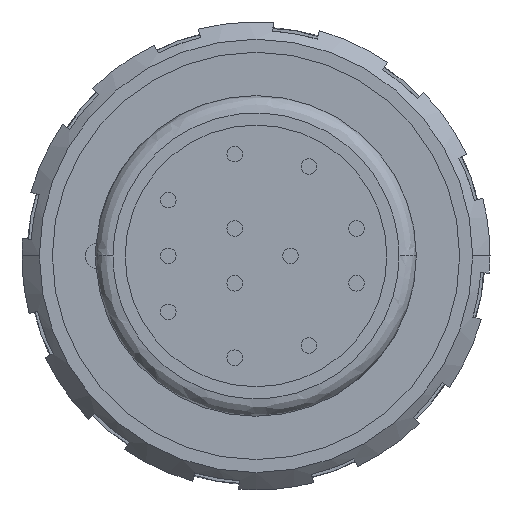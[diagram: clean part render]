
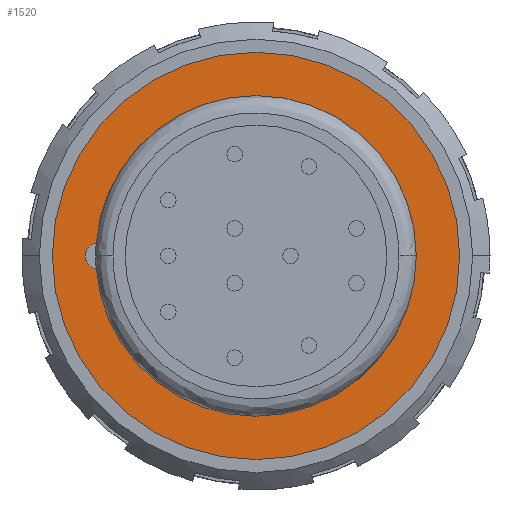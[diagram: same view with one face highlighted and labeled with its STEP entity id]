
A CAD part, left-side view. The second image highlights one B-rep face of the part: STEP entity #1520.
In plain terms, the highlighted planar face has unit normal (-1, 0, 0).
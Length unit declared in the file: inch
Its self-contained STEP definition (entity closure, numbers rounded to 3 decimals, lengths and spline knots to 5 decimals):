
#19 = EDGE_LOOP ( 'NONE', ( #431, #483, #720, #2215 ) ) ;
#252 = DIRECTION ( 'NONE',  ( 0., 0., -1. ) ) ;
#431 = ORIENTED_EDGE ( 'NONE', *, *, #4337, .F. ) ;
#483 = ORIENTED_EDGE ( 'NONE', *, *, #1605, .F. ) ;
#494 = EDGE_CURVE ( 'NONE', #4732, #3402, #4413, .T. ) ;
#720 = ORIENTED_EDGE ( 'NONE', *, *, #494, .F. ) ;
#811 = ORIENTED_EDGE ( 'NONE', *, *, #3320, .T. ) ;
#840 = DIRECTION ( 'NONE',  ( -1., 0., 0. ) ) ;
#880 = CIRCLE ( 'NONE', #3586, 0.02953 ) ;
#910 = CARTESIAN_POINT ( 'NONE',  ( -0.5874, 0., 0. ) ) ;
#933 = CARTESIAN_POINT ( 'NONE',  ( -0.5874, 0., 0. ) ) ;
#1069 = DIRECTION ( 'NONE',  ( 0., 0., 1. ) ) ;
#1075 = VERTEX_POINT ( 'NONE', #1943 ) ;
#1232 = AXIS2_PLACEMENT_3D ( 'NONE', #4262, #2405, #252 ) ;
#1318 = DIRECTION ( 'NONE',  ( 0., 0., -1. ) ) ;
#1476 = CARTESIAN_POINT ( 'NONE',  ( -0.5874, 0., -0.4626 ) ) ;
#1520 = ADVANCED_FACE ( 'NONE', ( #4234, #3870 ), #1708, .F. ) ;
#1552 = ORIENTED_EDGE ( 'NONE', *, *, #2047, .T. ) ;
#1597 = EDGE_LOOP ( 'NONE', ( #3687, #811, #1552 ) ) ;
#1605 = EDGE_CURVE ( 'NONE', #3402, #3240, #1848, .T. ) ;
#1676 = CIRCLE ( 'NONE', #4706, 0.4626 ) ;
#1708 = PLANE ( 'NONE',  #1232 ) ;
#1801 = CARTESIAN_POINT ( 'NONE',  ( -0.5874, 0., 0. ) ) ;
#1848 = CIRCLE ( 'NONE', #4177, 0.36417 ) ;
#1895 = CARTESIAN_POINT ( 'NONE',  ( -0.5874, 0., 0.36417 ) ) ;
#1943 = CARTESIAN_POINT ( 'NONE',  ( -0.5874, -0.4626, 0. ) ) ;
#1972 = CARTESIAN_POINT ( 'NONE',  ( -0.5874, 0.4626, 0. ) ) ;
#2047 = EDGE_CURVE ( 'NONE', #1075, #2584, #4311, .T. ) ;
#2203 = CARTESIAN_POINT ( 'NONE',  ( -0.5874, 0.36301, 0.02915 ) ) ;
#2215 = ORIENTED_EDGE ( 'NONE', *, *, #3593, .F. ) ;
#2277 = EDGE_CURVE ( 'NONE', #2584, #4345, #1676, .T. ) ;
#2405 = DIRECTION ( 'NONE',  ( 1., 0., 0. ) ) ;
#2584 = VERTEX_POINT ( 'NONE', #1972 ) ;
#2586 = CARTESIAN_POINT ( 'NONE',  ( -0.5874, 0., 0. ) ) ;
#2641 = CARTESIAN_POINT ( 'NONE',  ( -0.5874, 0., 0. ) ) ;
#2715 = DIRECTION ( 'NONE',  ( 0., 0., -1. ) ) ;
#2947 = DIRECTION ( 'NONE',  ( 0., 0., -1. ) ) ;
#2965 = CARTESIAN_POINT ( 'NONE',  ( -0.5874, 0.35827, 0. ) ) ;
#2987 = AXIS2_PLACEMENT_3D ( 'NONE', #3350, #3751, #3326 ) ;
#3240 = VERTEX_POINT ( 'NONE', #2203 ) ;
#3276 = DIRECTION ( 'NONE',  ( 0., 0., -1. ) ) ;
#3319 = AXIS2_PLACEMENT_3D ( 'NONE', #910, #4259, #4647 ) ;
#3320 = EDGE_CURVE ( 'NONE', #4345, #1075, #4085, .T. ) ;
#3326 = DIRECTION ( 'NONE',  ( 0., 0., -1. ) ) ;
#3350 = CARTESIAN_POINT ( 'NONE',  ( -0.5874, 0., 0. ) ) ;
#3363 = AXIS2_PLACEMENT_3D ( 'NONE', #1801, #3623, #3276 ) ;
#3402 = VERTEX_POINT ( 'NONE', #1895 ) ;
#3538 = DIRECTION ( 'NONE',  ( -1., 0., 0. ) ) ;
#3586 = AXIS2_PLACEMENT_3D ( 'NONE', #2965, #4071, #1069 ) ;
#3593 = EDGE_CURVE ( 'NONE', #4243, #4732, #4635, .T. ) ;
#3623 = DIRECTION ( 'NONE',  ( -1., 0., 0. ) ) ;
#3669 = AXIS2_PLACEMENT_3D ( 'NONE', #2641, #840, #2715 ) ;
#3687 = ORIENTED_EDGE ( 'NONE', *, *, #2277, .T. ) ;
#3751 = DIRECTION ( 'NONE',  ( -1., 0., 0. ) ) ;
#3870 = FACE_OUTER_BOUND ( 'NONE', #1597, .T. ) ;
#4037 = DIRECTION ( 'NONE',  ( -1., 0., 0. ) ) ;
#4071 = DIRECTION ( 'NONE',  ( -1., 0., 0. ) ) ;
#4085 = CIRCLE ( 'NONE', #2987, 0.4626 ) ;
#4158 = CARTESIAN_POINT ( 'NONE',  ( -0.5874, 0., -0.36417 ) ) ;
#4177 = AXIS2_PLACEMENT_3D ( 'NONE', #2586, #4037, #2947 ) ;
#4234 = FACE_BOUND ( 'NONE', #19, .T. ) ;
#4237 = CARTESIAN_POINT ( 'NONE',  ( -0.5874, 0.36301, -0.02915 ) ) ;
#4243 = VERTEX_POINT ( 'NONE', #4237 ) ;
#4259 = DIRECTION ( 'NONE',  ( -1., 0., 0. ) ) ;
#4262 = CARTESIAN_POINT ( 'NONE',  ( -0.5874, 0., 0. ) ) ;
#4311 = CIRCLE ( 'NONE', #3363, 0.4626 ) ;
#4337 = EDGE_CURVE ( 'NONE', #3240, #4243, #880, .T. ) ;
#4345 = VERTEX_POINT ( 'NONE', #1476 ) ;
#4413 = CIRCLE ( 'NONE', #3319, 0.36417 ) ;
#4635 = CIRCLE ( 'NONE', #3669, 0.36417 ) ;
#4647 = DIRECTION ( 'NONE',  ( 0., 0., -1. ) ) ;
#4706 = AXIS2_PLACEMENT_3D ( 'NONE', #933, #3538, #1318 ) ;
#4732 = VERTEX_POINT ( 'NONE', #4158 ) ;
